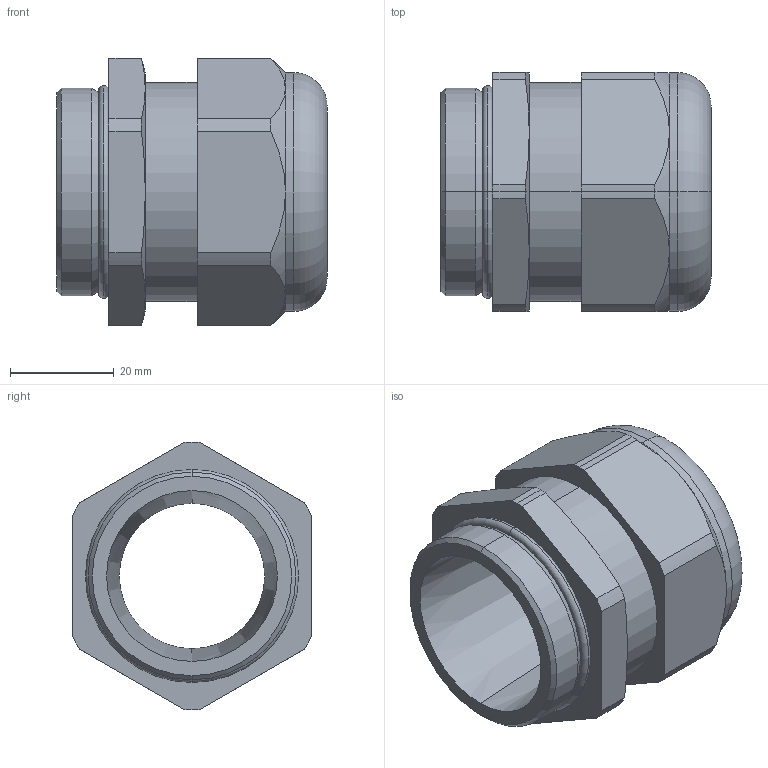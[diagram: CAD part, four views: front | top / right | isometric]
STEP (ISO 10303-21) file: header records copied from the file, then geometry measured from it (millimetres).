
FILE_DESCRIPTION(('HOOPS Exchange Step'),'2;1');
FILE_NAME('export-21238093-4BB2-4345-A0C3-17780954568F.stp','2021-04-24T15:23:11+02:00',('Engineering'),('Alibre'),'HOOPS Exchange 2020.1','Alibre','Unknown authorisation');
FILE_SCHEMA( ('AP242_MANAGED_MODEL_BASED_3D_ENGINEERING_MIM_LF {1 0 10303 442 1 1 4 }') );
Length unit declared in the file: millimetre
Products named in the file (1): 5589 Cable Gland M40x1.5 Light White MAX-OPEN
Bounding box: 52 x 46 x 51.6 mm (x, y, z)
Volume: 46233.2 mm3; surface area: 15058.8 mm2
Topology: 1 solids, 2 shells, 112 faces, 278 edges, 174 vertices
Faces by surface type: cylinder 48, plane 34, cone 22, torus 8
Entity records: 3366 total; most frequent: CARTESIAN_POINT 614, DIRECTION 612, ORIENTED_EDGE 556, EDGE_CURVE 278, AXIS2_PLACEMENT_3D 244, VERTEX_POINT 174, CIRCLE 130, VECTOR 124
